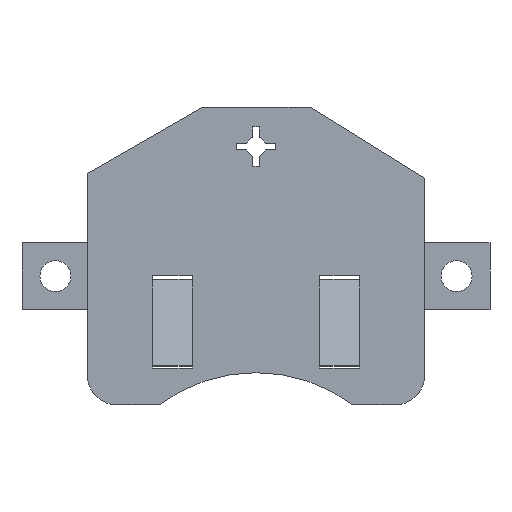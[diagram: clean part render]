
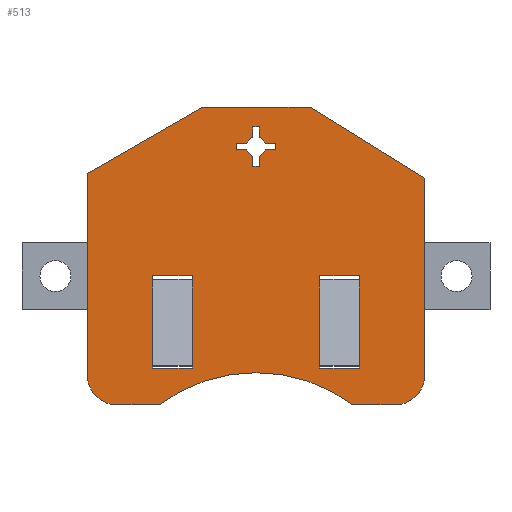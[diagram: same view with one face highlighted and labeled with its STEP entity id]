
A CAD part, top view. The second image highlights one B-rep face of the part: STEP entity #513.
In plain terms, the highlighted planar face has unit normal (0, 0, 1).
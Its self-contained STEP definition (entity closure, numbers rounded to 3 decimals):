
#13=DIRECTION('',(0.,0.,1.));
#132=DIRECTION('',(0.,0.,-1.));
#133=DIRECTION('',(0.,1.,0.));
#136=VERTEX_POINT('',#137);
#137=CARTESIAN_POINT('',(-12.8,-7.57,6.04));
#139=ORIENTED_EDGE('',*,*,#140,.F.);
#140=EDGE_CURVE('',#141,#136,#143,.T.);
#141=VERTEX_POINT('',#142);
#142=CARTESIAN_POINT('',(-10.58,-9.79,6.04));
#143=CIRCLE('',#144,2.22);
#144=AXIS2_PLACEMENT_3D('',#145,#132,#133);
#145=CARTESIAN_POINT('',(-10.58,-7.57,6.04));
#151=DIRECTION('',(0.,-1.,0.));
#162=VECTOR('',#163,1.);
#163=DIRECTION('',(1.,0.,0.));
#171=DIRECTION('',(-1.,0.,0.));
#183=DIRECTION('',(0.,0.,1.));
#190=VECTOR('',#171,1.);
#197=VECTOR('',#133,1.);
#204=VECTOR('',#205,1.);
#205=DIRECTION('',(0.85,-0.527,0.));
#218=VECTOR('',#151,1.);
#241=VECTOR('',#242,1.);
#242=DIRECTION('',(-0.867,-0.499,0.));
#442=ORIENTED_EDGE('',*,*,#443,.T.);
#443=EDGE_CURVE('',#141,#444,#446,.T.);
#444=VERTEX_POINT('',#445);
#445=CARTESIAN_POINT('',(-7.337,-9.79,6.04));
#446=LINE('',#447,#162);
#447=CARTESIAN_POINT('',(-12.8,-9.79,6.04));
#459=EDGE_CURVE('',#460,#136,#462,.T.);
#460=VERTEX_POINT('',#461);
#461=CARTESIAN_POINT('',(-12.8,7.778,6.04));
#462=LINE('',#463,#218);
#463=CARTESIAN_POINT('',(-12.8,12.82,6.04));
#513=ADVANCED_FACE('',(#514,#557,#599,#641),#726,.T.);
#514=FACE_BOUND('',#515,.T.);
#515=EDGE_LOOP('',(#139,#442,#516,#523,#527,#534,#540,#546,#552,#556));
#516=ORIENTED_EDGE('',*,*,#517,.T.);
#517=EDGE_CURVE('',#444,#518,#520,.T.);
#518=VERTEX_POINT('',#519);
#519=CARTESIAN_POINT('',(7.337,-9.79,6.04));
#520=CIRCLE('',#521,12.25);
#521=AXIS2_PLACEMENT_3D('',#522,#132,#171);
#522=CARTESIAN_POINT('',(0.,-19.6,6.04));
#523=ORIENTED_EDGE('',*,*,#524,.T.);
#524=EDGE_CURVE('',#518,#525,#446,.T.);
#525=VERTEX_POINT('',#526);
#526=CARTESIAN_POINT('',(10.58,-9.79,6.04));
#527=ORIENTED_EDGE('',*,*,#528,.T.);
#528=EDGE_CURVE('',#525,#529,#531,.T.);
#529=VERTEX_POINT('',#530);
#530=CARTESIAN_POINT('',(12.8,-7.57,6.04));
#531=CIRCLE('',#532,2.22);
#532=AXIS2_PLACEMENT_3D('',#533,#183,#133);
#533=CARTESIAN_POINT('',(10.58,-7.57,6.04));
#534=ORIENTED_EDGE('',*,*,#535,.T.);
#535=EDGE_CURVE('',#529,#536,#538,.T.);
#536=VERTEX_POINT('',#537);
#537=CARTESIAN_POINT('',(12.8,7.432,6.04));
#538=LINE('',#539,#197);
#539=CARTESIAN_POINT('',(12.8,-9.79,6.04));
#540=ORIENTED_EDGE('',*,*,#541,.F.);
#541=EDGE_CURVE('',#542,#536,#544,.T.);
#542=VERTEX_POINT('',#543);
#543=CARTESIAN_POINT('',(4.108,12.82,6.04));
#544=LINE('',#545,#204);
#545=CARTESIAN_POINT('',(9.551,9.446,6.04));
#546=ORIENTED_EDGE('',*,*,#547,.T.);
#547=EDGE_CURVE('',#542,#548,#550,.T.);
#548=VERTEX_POINT('',#549);
#549=CARTESIAN_POINT('',(-4.045,12.82,6.04));
#550=LINE('',#551,#190);
#551=CARTESIAN_POINT('',(12.8,12.82,6.04));
#552=ORIENTED_EDGE('',*,*,#553,.T.);
#553=EDGE_CURVE('',#548,#460,#554,.T.);
#554=LINE('',#555,#241);
#555=CARTESIAN_POINT('',(-9.399,9.737,6.04));
#556=ORIENTED_EDGE('',*,*,#459,.T.);
#557=FACE_BOUND('',#558,.T.);
#558=EDGE_LOOP('',(#559,#567,#573,#577,#581,#587,#593,#597));
#559=ORIENTED_EDGE('',*,*,#560,.T.);
#560=EDGE_CURVE('',#561,#563,#565,.T.);
#561=VERTEX_POINT('',#562);
#562=CARTESIAN_POINT('',(-7.85,0.,6.04));
#563=VERTEX_POINT('',#564);
#564=CARTESIAN_POINT('',(-4.85,0.,6.04));
#565=LINE('',#566,#162);
#566=CARTESIAN_POINT('',(-2.425,0.,6.04));
#567=ORIENTED_EDGE('',*,*,#568,.T.);
#568=EDGE_CURVE('',#563,#569,#571,.T.);
#569=VERTEX_POINT('',#570);
#570=CARTESIAN_POINT('',(-4.85,-6.801,6.04));
#571=LINE('',#572,#218);
#572=CARTESIAN_POINT('',(-4.85,-2.743,6.04));
#573=ORIENTED_EDGE('',*,*,#574,.T.);
#574=EDGE_CURVE('',#569,#575,#571,.T.);
#575=VERTEX_POINT('',#576);
#576=CARTESIAN_POINT('',(-4.85,-6.811,6.04));
#577=ORIENTED_EDGE('',*,*,#578,.T.);
#578=EDGE_CURVE('',#575,#579,#571,.T.);
#579=VERTEX_POINT('',#580);
#580=CARTESIAN_POINT('',(-4.85,-7.,6.04));
#581=ORIENTED_EDGE('',*,*,#582,.T.);
#582=EDGE_CURVE('',#579,#583,#585,.T.);
#583=VERTEX_POINT('',#584);
#584=CARTESIAN_POINT('',(-7.85,-7.,6.04));
#585=LINE('',#586,#190);
#586=CARTESIAN_POINT('',(-3.925,-7.,6.04));
#587=ORIENTED_EDGE('',*,*,#588,.T.);
#588=EDGE_CURVE('',#583,#589,#591,.T.);
#589=VERTEX_POINT('',#590);
#590=CARTESIAN_POINT('',(-7.85,-6.811,6.04));
#591=LINE('',#592,#197);
#592=CARTESIAN_POINT('',(-7.85,0.758,6.04));
#593=ORIENTED_EDGE('',*,*,#594,.T.);
#594=EDGE_CURVE('',#589,#595,#591,.T.);
#595=VERTEX_POINT('',#596);
#596=CARTESIAN_POINT('',(-7.85,-6.801,6.04));
#597=ORIENTED_EDGE('',*,*,#598,.T.);
#598=EDGE_CURVE('',#595,#561,#591,.T.);
#599=FACE_BOUND('',#600,.T.);
#600=EDGE_LOOP('',(#601,#609,#613,#617,#623,#629,#633,#637));
#601=ORIENTED_EDGE('',*,*,#602,.T.);
#602=EDGE_CURVE('',#603,#605,#607,.T.);
#603=VERTEX_POINT('',#604);
#604=CARTESIAN_POINT('',(4.85,-7.,6.04));
#605=VERTEX_POINT('',#606);
#606=CARTESIAN_POINT('',(4.85,-6.811,6.04));
#607=LINE('',#608,#197);
#608=CARTESIAN_POINT('',(4.85,0.758,6.04));
#609=ORIENTED_EDGE('',*,*,#610,.T.);
#610=EDGE_CURVE('',#605,#611,#607,.T.);
#611=VERTEX_POINT('',#612);
#612=CARTESIAN_POINT('',(4.85,-6.801,6.04));
#613=ORIENTED_EDGE('',*,*,#614,.T.);
#614=EDGE_CURVE('',#611,#615,#607,.T.);
#615=VERTEX_POINT('',#616);
#616=CARTESIAN_POINT('',(4.85,0.,6.04));
#617=ORIENTED_EDGE('',*,*,#618,.T.);
#618=EDGE_CURVE('',#615,#619,#621,.T.);
#619=VERTEX_POINT('',#620);
#620=CARTESIAN_POINT('',(7.85,0.,6.04));
#621=LINE('',#622,#162);
#622=CARTESIAN_POINT('',(3.925,0.,6.04));
#623=ORIENTED_EDGE('',*,*,#624,.T.);
#624=EDGE_CURVE('',#619,#625,#627,.T.);
#625=VERTEX_POINT('',#626);
#626=CARTESIAN_POINT('',(7.85,-6.801,6.04));
#627=LINE('',#628,#218);
#628=CARTESIAN_POINT('',(7.85,-2.743,6.04));
#629=ORIENTED_EDGE('',*,*,#630,.T.);
#630=EDGE_CURVE('',#625,#631,#627,.T.);
#631=VERTEX_POINT('',#632);
#632=CARTESIAN_POINT('',(7.85,-6.811,6.04));
#633=ORIENTED_EDGE('',*,*,#634,.T.);
#634=EDGE_CURVE('',#631,#635,#627,.T.);
#635=VERTEX_POINT('',#636);
#636=CARTESIAN_POINT('',(7.85,-7.,6.04));
#637=ORIENTED_EDGE('',*,*,#638,.T.);
#638=EDGE_CURVE('',#635,#603,#639,.T.);
#639=LINE('',#640,#190);
#640=CARTESIAN_POINT('',(2.425,-7.,6.04));
#641=FACE_BOUND('',#642,.T.);
#642=EDGE_LOOP('',(#643,#652,#658,#664,#670,#674,#680,#686,#692,#696,#700,#706,#710,#714,#718,#724));
#643=ORIENTED_EDGE('',*,*,#644,.T.);
#644=EDGE_CURVE('',#645,#647,#649,.T.);
#645=VERTEX_POINT('',#646);
#646=CARTESIAN_POINT('',(-0.25,9.113,6.04));
#647=VERTEX_POINT('',#648);
#648=CARTESIAN_POINT('',(-0.707,9.57,6.04));
#649=CIRCLE('',#650,0.75);
#650=AXIS2_PLACEMENT_3D('',#651,#132,#171);
#651=CARTESIAN_POINT('',(0.,9.82,6.04));
#652=ORIENTED_EDGE('',*,*,#653,.T.);
#653=EDGE_CURVE('',#647,#654,#656,.T.);
#654=VERTEX_POINT('',#655);
#655=CARTESIAN_POINT('',(-1.5,9.57,6.04));
#656=LINE('',#657,#190);
#657=CARTESIAN_POINT('',(-0.75,9.57,6.04));
#658=ORIENTED_EDGE('',*,*,#659,.T.);
#659=EDGE_CURVE('',#654,#660,#662,.T.);
#660=VERTEX_POINT('',#661);
#661=CARTESIAN_POINT('',(-1.5,10.07,6.04));
#662=LINE('',#663,#197);
#663=CARTESIAN_POINT('',(-1.5,5.793,6.04));
#664=ORIENTED_EDGE('',*,*,#665,.T.);
#665=EDGE_CURVE('',#660,#666,#668,.T.);
#666=VERTEX_POINT('',#667);
#667=CARTESIAN_POINT('',(-0.707,10.07,6.04));
#668=LINE('',#669,#162);
#669=CARTESIAN_POINT('',(0.75,10.07,6.04));
#670=ORIENTED_EDGE('',*,*,#671,.T.);
#671=EDGE_CURVE('',#666,#672,#649,.T.);
#672=VERTEX_POINT('',#673);
#673=CARTESIAN_POINT('',(-0.25,10.527,6.04));
#674=ORIENTED_EDGE('',*,*,#675,.T.);
#675=EDGE_CURVE('',#672,#676,#678,.T.);
#676=VERTEX_POINT('',#677);
#677=CARTESIAN_POINT('',(-0.25,11.32,6.04));
#678=LINE('',#679,#197);
#679=CARTESIAN_POINT('',(-0.25,6.418,6.04));
#680=ORIENTED_EDGE('',*,*,#681,.T.);
#681=EDGE_CURVE('',#676,#682,#684,.T.);
#682=VERTEX_POINT('',#683);
#683=CARTESIAN_POINT('',(0.25,11.32,6.04));
#684=LINE('',#685,#162);
#685=CARTESIAN_POINT('',(0.125,11.32,6.04));
#686=ORIENTED_EDGE('',*,*,#687,.T.);
#687=EDGE_CURVE('',#682,#688,#690,.T.);
#688=VERTEX_POINT('',#689);
#689=CARTESIAN_POINT('',(0.25,10.527,6.04));
#690=LINE('',#691,#218);
#691=CARTESIAN_POINT('',(0.25,4.918,6.04));
#692=ORIENTED_EDGE('',*,*,#693,.T.);
#693=EDGE_CURVE('',#688,#694,#649,.T.);
#694=VERTEX_POINT('',#695);
#695=CARTESIAN_POINT('',(0.707,10.07,6.04));
#696=ORIENTED_EDGE('',*,*,#697,.T.);
#697=EDGE_CURVE('',#694,#698,#668,.T.);
#698=VERTEX_POINT('',#699);
#699=CARTESIAN_POINT('',(1.5,10.07,6.04));
#700=ORIENTED_EDGE('',*,*,#701,.T.);
#701=EDGE_CURVE('',#698,#702,#704,.T.);
#702=VERTEX_POINT('',#703);
#703=CARTESIAN_POINT('',(1.5,9.57,6.04));
#704=LINE('',#705,#218);
#705=CARTESIAN_POINT('',(1.5,5.543,6.04));
#706=ORIENTED_EDGE('',*,*,#707,.T.);
#707=EDGE_CURVE('',#702,#708,#656,.T.);
#708=VERTEX_POINT('',#709);
#709=CARTESIAN_POINT('',(0.707,9.57,6.04));
#710=ORIENTED_EDGE('',*,*,#711,.T.);
#711=EDGE_CURVE('',#708,#712,#649,.T.);
#712=VERTEX_POINT('',#713);
#713=CARTESIAN_POINT('',(0.25,9.113,6.04));
#714=ORIENTED_EDGE('',*,*,#715,.T.);
#715=EDGE_CURVE('',#712,#716,#690,.T.);
#716=VERTEX_POINT('',#717);
#717=CARTESIAN_POINT('',(0.25,8.32,6.04));
#718=ORIENTED_EDGE('',*,*,#719,.T.);
#719=EDGE_CURVE('',#716,#720,#722,.T.);
#720=VERTEX_POINT('',#721);
#721=CARTESIAN_POINT('',(-0.25,8.32,6.04));
#722=LINE('',#723,#190);
#723=CARTESIAN_POINT('',(-0.125,8.32,6.04));
#724=ORIENTED_EDGE('',*,*,#725,.T.);
#725=EDGE_CURVE('',#720,#645,#678,.T.);
#726=PLANE('',#727);
#727=AXIS2_PLACEMENT_3D('',#728,#13,#171);
#728=CARTESIAN_POINT('',(0.,1.515,6.04));
